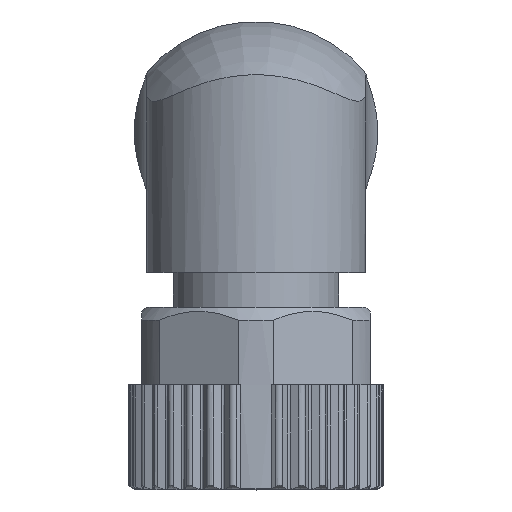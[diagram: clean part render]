
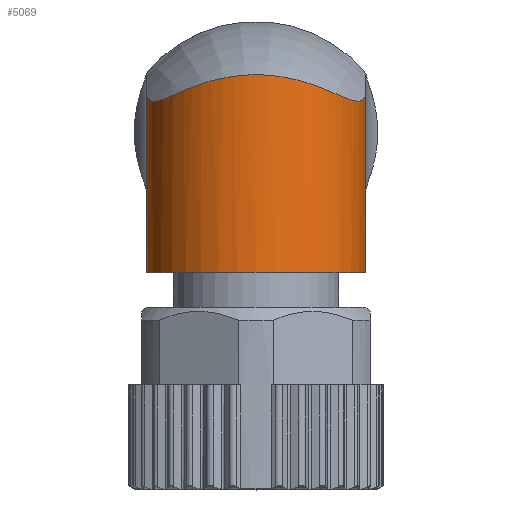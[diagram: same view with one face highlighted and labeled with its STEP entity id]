
A CAD part, top view. The second image highlights one B-rep face of the part: STEP entity #5069.
In plain terms, the highlighted cylindrical face has radius 4.25 mm (diameter 8.5 mm), a partial arc.
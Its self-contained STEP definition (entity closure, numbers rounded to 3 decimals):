
#153=B_SPLINE_CURVE_WITH_KNOTS('',3,(#6475,#6476,#6477,#6478,#6479,#6480,
#6481,#6482,#6483,#6484,#6485),.UNSPECIFIED.,.F.,.F.,(4,1,1,1,1,1,1,1,4),
(0.,0.002,0.003,0.005,
0.007,0.009,0.01,0.012,
0.014),.UNSPECIFIED.);
#531=LINE('',#7905,#777);
#532=LINE('',#7907,#778);
#777=VECTOR('',#6262,1000.);
#778=VECTOR('',#6265,1000.);
#1758=ORIENTED_EDGE('',*,*,#1848,.T.);
#1759=ORIENTED_EDGE('',*,*,#2324,.T.);
#1760=ORIENTED_EDGE('',*,*,#1856,.T.);
#1761=ORIENTED_EDGE('',*,*,#2323,.F.);
#1848=EDGE_CURVE('',#2368,#2369,#153,.T.);
#1856=EDGE_CURVE('',#2374,#2373,#2714,.T.);
#2323=EDGE_CURVE('',#2368,#2373,#531,.T.);
#2324=EDGE_CURVE('',#2369,#2374,#532,.T.);
#2368=VERTEX_POINT('',#6486);
#2369=VERTEX_POINT('',#6487);
#2373=VERTEX_POINT('',#6506);
#2374=VERTEX_POINT('',#6508);
#2714=CIRCLE('',#5123,4.25);
#3030=EDGE_LOOP('',(#1758,#1759,#1760,#1761));
#3277=FACE_BOUND('',#3030,.T.);
#3411=CYLINDRICAL_SURFACE('',#5392,4.25);
#5069=ADVANCED_FACE('',(#3277),#3411,.T.);
#5123=AXIS2_PLACEMENT_3D('',#6507,#5492,#5493);
#5392=AXIS2_PLACEMENT_3D('',#7906,#6263,#6264);
#5492=DIRECTION('',(0.,1.,0.));
#5493=DIRECTION('',(1.,0.,0.));
#6262=DIRECTION('',(0.,-1.,0.));
#6263=DIRECTION('',(0.,-1.,0.));
#6264=DIRECTION('',(0.,0.,-1.));
#6265=DIRECTION('',(0.,-1.,0.));
#6475=CARTESIAN_POINT('',(4.25,1.524,0.));
#6476=CARTESIAN_POINT('',(4.25,1.299,0.53));
#6477=CARTESIAN_POINT('',(4.038,1.013,1.666));
#6478=CARTESIAN_POINT('',(3.069,1.462,3.091));
#6479=CARTESIAN_POINT('',(1.71,2.013,4.008));
#6480=CARTESIAN_POINT('',(0.008,2.264,4.37));
#6481=CARTESIAN_POINT('',(-1.7,2.016,4.014));
#6482=CARTESIAN_POINT('',(-3.068,1.463,3.091));
#6483=CARTESIAN_POINT('',(-4.033,1.014,1.678));
#6484=CARTESIAN_POINT('',(-4.25,1.298,0.531));
#6485=CARTESIAN_POINT('',(-4.25,1.524,0.));
#6486=CARTESIAN_POINT('',(4.25,1.524,0.));
#6487=CARTESIAN_POINT('',(-4.25,1.524,0.));
#6506=CARTESIAN_POINT('',(4.25,-5.45,0.));
#6507=CARTESIAN_POINT('',(0.,-5.45,0.));
#6508=CARTESIAN_POINT('',(-4.25,-5.45,0.));
#7905=CARTESIAN_POINT('',(4.25,5.45,0.));
#7906=CARTESIAN_POINT('',(0.,5.45,0.));
#7907=CARTESIAN_POINT('',(-4.25,5.45,0.));
